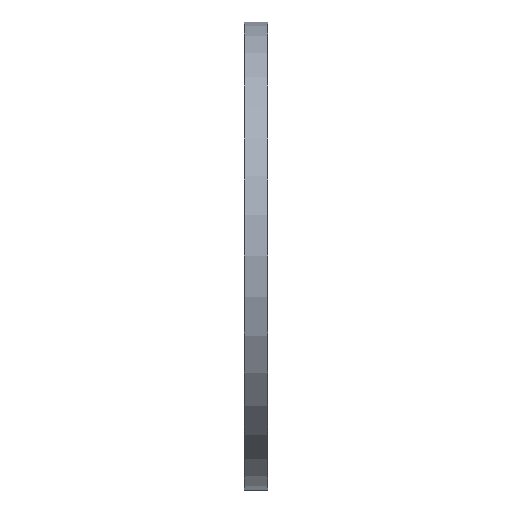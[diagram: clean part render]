
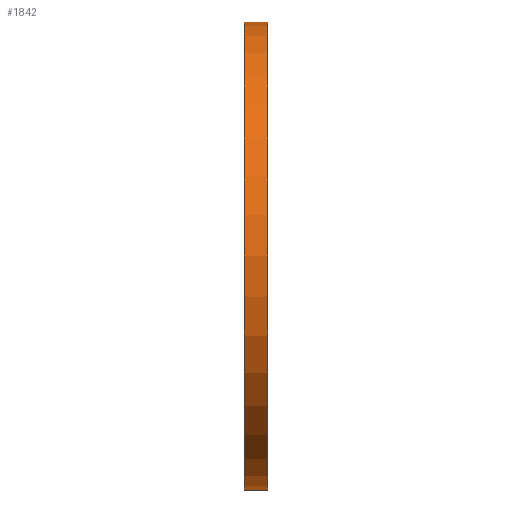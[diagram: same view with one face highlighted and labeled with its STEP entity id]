
A CAD part, left-side view. The second image highlights one B-rep face of the part: STEP entity #1842.
In plain terms, the highlighted cylindrical face has radius 60 mm (diameter 120 mm), a partial arc.
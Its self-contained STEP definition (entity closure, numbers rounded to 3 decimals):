
#178 = DIRECTION ( 'NONE',  ( 0., 1., 0. ) ) ;
#286 = LINE ( 'NONE', #12844, #9824 ) ;
#341 = ORIENTED_EDGE ( 'NONE', *, *, #13032, .T. ) ;
#664 = VECTOR ( 'NONE', #2003, 1000. ) ;
#871 = DIRECTION ( 'NONE',  ( 0., 0., 1. ) ) ;
#1022 = CARTESIAN_POINT ( 'NONE',  ( 0., 6., 60. ) ) ;
#1240 = VERTEX_POINT ( 'NONE', #2519 ) ;
#1349 = CYLINDRICAL_SURFACE ( 'NONE', #3080, 60. ) ;
#1356 = CARTESIAN_POINT ( 'NONE',  ( 0., 6., -60. ) ) ;
#1842 = ADVANCED_FACE ( 'NONE', ( #5207 ), #1349, .T. ) ;
#2003 = DIRECTION ( 'NONE',  ( 0., -1., 0. ) ) ;
#2031 = ORIENTED_EDGE ( 'NONE', *, *, #12360, .T. ) ;
#2283 = AXIS2_PLACEMENT_3D ( 'NONE', #10158, #178, #10245 ) ;
#2519 = CARTESIAN_POINT ( 'NONE',  ( 0., 0., 60. ) ) ;
#3080 = AXIS2_PLACEMENT_3D ( 'NONE', #10450, #10406, #7395 ) ;
#3361 = CIRCLE ( 'NONE', #3702, 60. ) ;
#3690 = VERTEX_POINT ( 'NONE', #10359 ) ;
#3702 = AXIS2_PLACEMENT_3D ( 'NONE', #9983, #5955, #871 ) ;
#4228 = VERTEX_POINT ( 'NONE', #1356 ) ;
#5207 = FACE_OUTER_BOUND ( 'NONE', #7311, .T. ) ;
#5955 = DIRECTION ( 'NONE',  ( 0., 1., 0. ) ) ;
#6561 = LINE ( 'NONE', #1022, #664 ) ;
#6821 = ORIENTED_EDGE ( 'NONE', *, *, #7662, .F. ) ;
#7288 = EDGE_CURVE ( 'NONE', #11442, #1240, #6561, .T. ) ;
#7295 = CIRCLE ( 'NONE', #2283, 60. ) ;
#7311 = EDGE_LOOP ( 'NONE', ( #7483, #6821, #341, #2031 ) ) ;
#7395 = DIRECTION ( 'NONE',  ( 0., 0., -1. ) ) ;
#7483 = ORIENTED_EDGE ( 'NONE', *, *, #7288, .F. ) ;
#7662 = EDGE_CURVE ( 'NONE', #4228, #11442, #3361, .T. ) ;
#9824 = VECTOR ( 'NONE', #12888, 1000. ) ;
#9983 = CARTESIAN_POINT ( 'NONE',  ( 0., 6., 0. ) ) ;
#10158 = CARTESIAN_POINT ( 'NONE',  ( 0., 0., 0. ) ) ;
#10245 = DIRECTION ( 'NONE',  ( 0., 0., 1. ) ) ;
#10359 = CARTESIAN_POINT ( 'NONE',  ( 0., 0., -60. ) ) ;
#10406 = DIRECTION ( 'NONE',  ( 0., -1., 0. ) ) ;
#10450 = CARTESIAN_POINT ( 'NONE',  ( 0., 6., 0. ) ) ;
#11297 = CARTESIAN_POINT ( 'NONE',  ( 0., 6., 60. ) ) ;
#11442 = VERTEX_POINT ( 'NONE', #11297 ) ;
#12360 = EDGE_CURVE ( 'NONE', #3690, #1240, #7295, .T. ) ;
#12844 = CARTESIAN_POINT ( 'NONE',  ( 0., 6., -60. ) ) ;
#12888 = DIRECTION ( 'NONE',  ( 0., -1., 0. ) ) ;
#13032 = EDGE_CURVE ( 'NONE', #4228, #3690, #286, .T. ) ;
